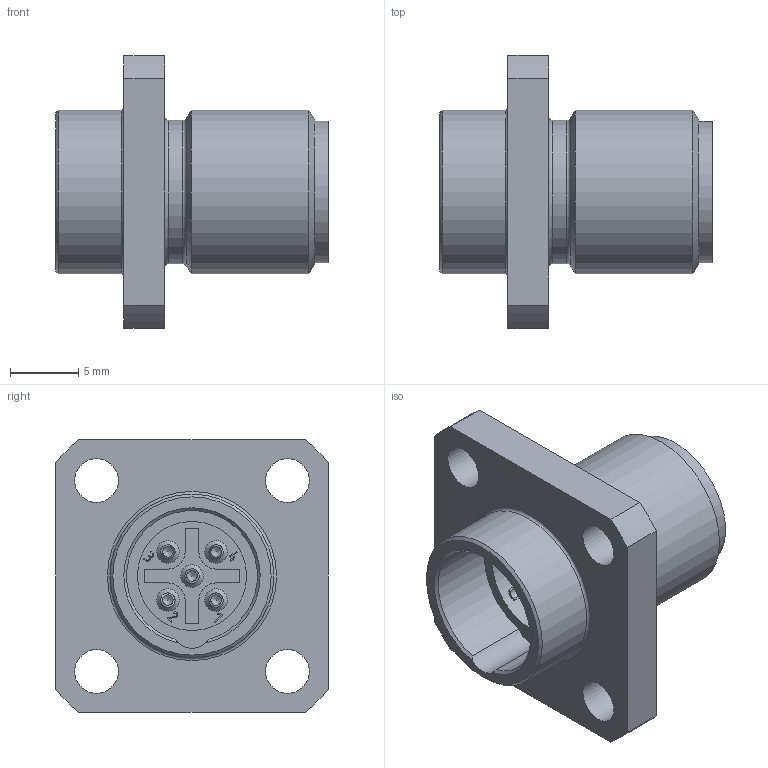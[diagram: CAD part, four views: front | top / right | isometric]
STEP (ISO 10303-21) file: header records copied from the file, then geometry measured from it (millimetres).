
FILE_DESCRIPTION(/* description */ (''),/* implementation_level */ '2;1');
FILE_NAME(/* name */ '09-3443-00-05.stp',/* time_stamp */ '2011-09-29T08:59:22+02:00',/* author */ (''),/* organization */ (''),/* preprocessor_version */ 'ST-DEVELOPER v11',/* originating_system */ 'UGS - NX 5.0',/* authorisation */ '');
FILE_SCHEMA (('CONFIG_CONTROL_DESIGN'));
Length unit declared in the file: millimetre
Products named in the file (1): kbor5D809usv
Bounding box: 20 x 20 x 20 mm (x, y, z)
Volume: 1975.3 mm3; surface area: 2380.9 mm2
Topology: 1 solids, 1 shells, 176 faces, 476 edges, 317 vertices
Faces by surface type: plane 71, cylinder 45, extrusion 32, cone 20, sphere 5, torus 3
Full cylindrical faces by diameter (mm): 0.77 x5, 1 x5, 1.05 x5, 3.2 x4, 8 x1, 8.3 x1, 10.4 x1, 10.5 x1, 12 x2
Entity records: 5898 total; most frequent: CARTESIAN_POINT 2007, ORIENTED_EDGE 752, DIRECTION 686, EDGE_CURVE 376, VERTEX_POINT 274, EDGE_LOOP 251, AXIS2_PLACEMENT_3D 245, VECTOR 196
